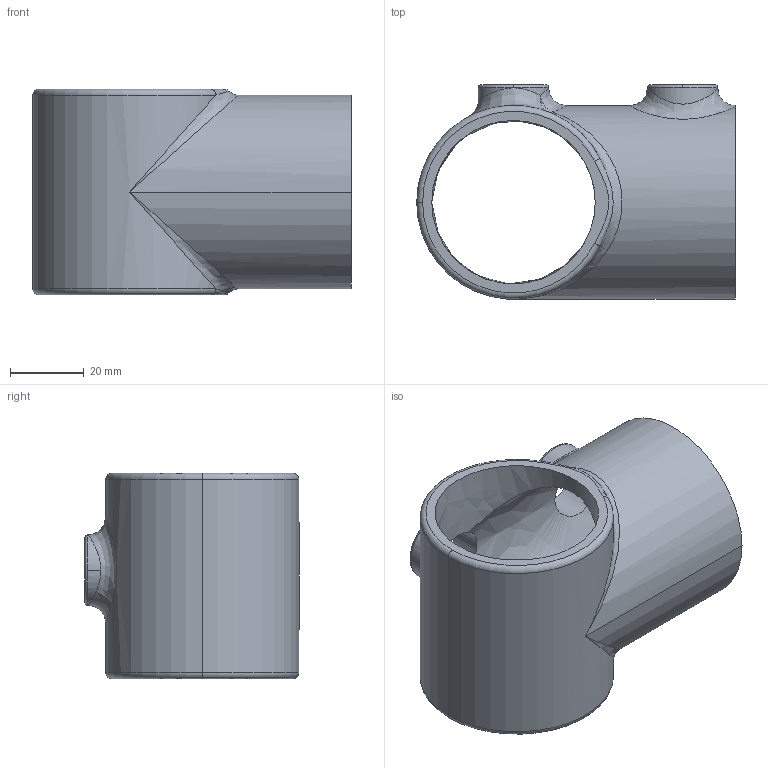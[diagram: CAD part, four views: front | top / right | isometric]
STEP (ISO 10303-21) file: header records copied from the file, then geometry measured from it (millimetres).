
FILE_DESCRIPTION((''),'2;1');
FILE_NAME('kk10-7.stp','2002-01-01T00:30:21',('Administrator'),(''),'Autodesk Inventor (tm) 3.0','Autodesk Inventor (tm) 3.0','');
FILE_SCHEMA(('CONFIG_CONTROL_DESIGN'));
Length unit declared in the file: inch
Products named in the file (1): kk10-7
Bounding box: 86.11 x 57.91 x 55.5 mm (x, y, z)
Volume: 52206.6 mm3; surface area: 27908.2 mm2
Topology: 1 solids, 1 shells, 41 faces, 116 edges, 71 vertices
Faces by surface type: bspline 19, cylinder 9, torus 8, plane 5
Entity records: 2599 total; most frequent: CARTESIAN_POINT 1540, ORIENTED_EDGE 224, DIRECTION 175, EDGE_CURVE 112, AXIS2_PLACEMENT_3D 79, VERTEX_POINT 71, CIRCLE 50, EDGE_LOOP 47
